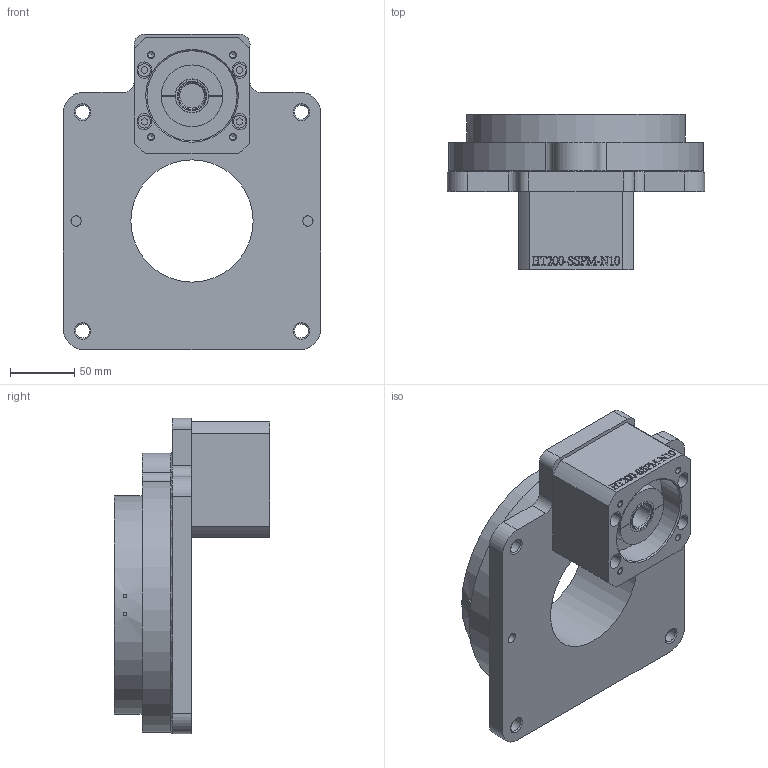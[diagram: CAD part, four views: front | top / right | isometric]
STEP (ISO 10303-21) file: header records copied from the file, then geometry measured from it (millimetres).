
FILE_DESCRIPTION(/* description */ ('Unknown'),/* implementation_level */ '2;1');
FILE_NAME(/* name */ 'HT200-SSPM1-N10(LOGO)',/* time_stamp */ '2024-09-05T11:19:53+08:00',/* author */ ('Unknown'),/* organization */ ('Unknown'),/* preprocessor_version */ 'ST-DEVELOPER v16.7',/* originating_system */ 'DEX',/* authorisation */ $);
FILE_SCHEMA (('CONFIG_CONTROL_DESIGN'));
Length unit declared in the file: millimetre
Products named in the file (1): HT200-SSPM1-N10(LOGO)
Bounding box: 200 x 121 x 245 mm (x, y, z)
Volume: 1820531.1 mm3; surface area: 187728.4 mm2
Topology: 1 solids, 1 shells, 337 faces, 808 edges, 529 vertices
Faces by surface type: plane 198, cylinder 68, bspline 45, cone 17, torus 9
Full cylindrical faces by diameter (mm): 2.459 x2, 3 x2, 4.917 x10, 8 x4, 10 x4, 11 x4, 19 x2, 22 x1, 26 x1, 70 x1, 95 x1, 110 x1, 135 x1, 140 x1, 170 x1
Entity records: 15394 total; most frequent: CARTESIAN_POINT 5606, ORIENTED_EDGE 1466, DIRECTION 1390, EDGE_CURVE 733, VERTEX_POINT 522, LINE 476, VECTOR 476, FACE_BOUND 471
